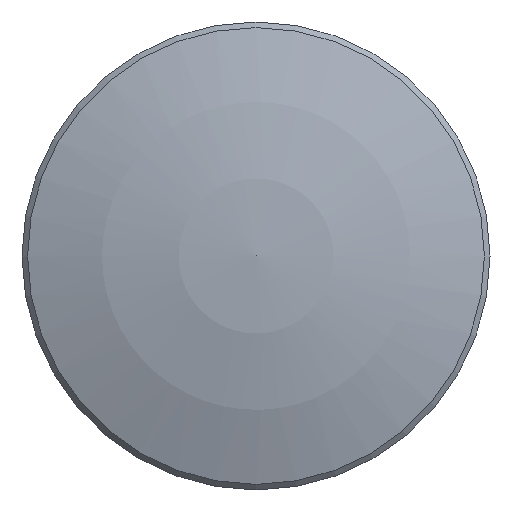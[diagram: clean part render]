
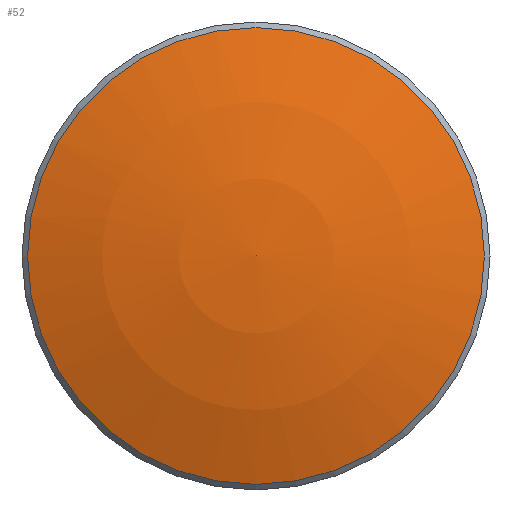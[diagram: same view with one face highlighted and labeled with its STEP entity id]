
A CAD part, top view. The second image highlights one B-rep face of the part: STEP entity #52.
In plain terms, the highlighted spherical face has radius 36.488 mm.
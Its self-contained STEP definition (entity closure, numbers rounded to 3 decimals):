
#52 = ADVANCED_FACE( '', ( #106 ), #107, .T. );
#106 = FACE_OUTER_BOUND( '', #151, .T. );
#107 = SPHERICAL_SURFACE( '', #152, 36.488 );
#151 = EDGE_LOOP( '', ( #208 ) );
#152 = AXIS2_PLACEMENT_3D( '', #209, #210, #211 );
#208 = ORIENTED_EDGE( '', *, *, #222, .T. );
#209 = CARTESIAN_POINT( '', ( 0., 0., -29.988 ) );
#210 = DIRECTION( '', ( 0., 0., 1. ) );
#211 = DIRECTION( '', ( 1., 0., 0. ) );
#222 = EDGE_CURVE( '', #246, #246, #247, .T. );
#246 = VERTEX_POINT( '', #274 );
#247 = CIRCLE( '', #275, 12.2 );
#274 = CARTESIAN_POINT( '', ( 12.2, 0., 4.4 ) );
#275 = AXIS2_PLACEMENT_3D( '', #302, #303, #304 );
#302 = CARTESIAN_POINT( '', ( 0., 0., 4.4 ) );
#303 = DIRECTION( '', ( 0., 0., 1. ) );
#304 = DIRECTION( '', ( 1., 0., 0. ) );
